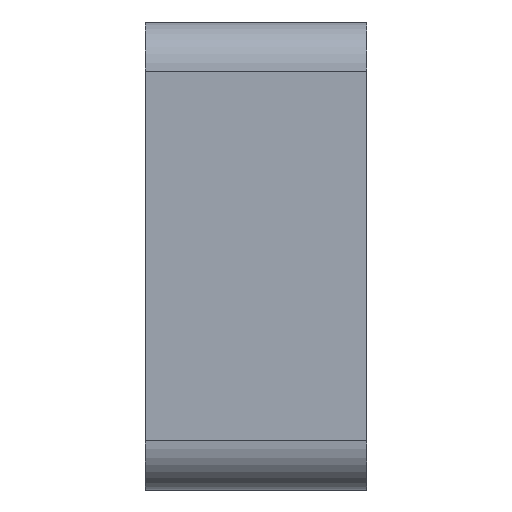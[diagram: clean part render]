
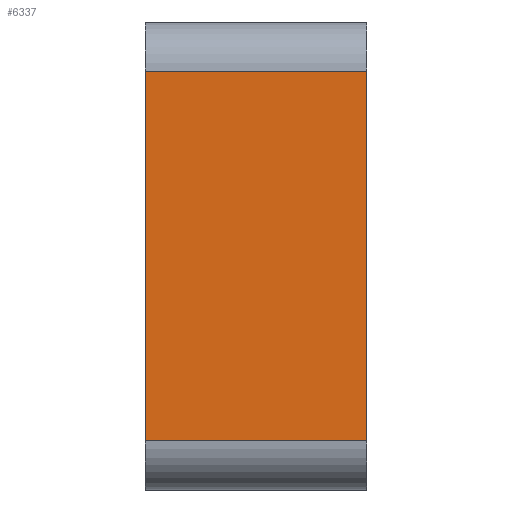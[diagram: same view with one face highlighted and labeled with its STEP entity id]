
A CAD part, left-side view. The second image highlights one B-rep face of the part: STEP entity #6337.
In plain terms, the highlighted planar face has unit normal (-1, 0, 0).
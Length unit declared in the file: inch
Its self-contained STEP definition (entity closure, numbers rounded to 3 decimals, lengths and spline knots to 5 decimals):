
#6324 = EDGE_CURVE ( 'NONE', #6532, #6452, #8551, .T. ) ;
#6329 = ORIENTED_EDGE ( 'NONE', *, *, #6534, .F. ) ;
#6330 = ORIENTED_EDGE ( 'NONE', *, *, #6324, .T. ) ;
#6337 = ADVANCED_FACE ( 'NONE', ( #8949 ), #8948, .F. ) ;
#6421 = VERTEX_POINT ( 'NONE', #9018 ) ;
#6452 = VERTEX_POINT ( 'NONE', #8970 ) ;
#6485 = ORIENTED_EDGE ( 'NONE', *, *, #6486, .T. ) ;
#6486 = EDGE_CURVE ( 'NONE', #6452, #6526, #8543, .T. ) ;
#6488 = ORIENTED_EDGE ( 'NONE', *, *, #6529, .F. ) ;
#6516 = EDGE_LOOP ( 'NONE', ( #6485, #6488, #6329, #6330 ) ) ;
#6526 = VERTEX_POINT ( 'NONE', #9239 ) ;
#6529 = EDGE_CURVE ( 'NONE', #6421, #6526, #9236, .T. ) ;
#6532 = VERTEX_POINT ( 'NONE', #9288 ) ;
#6534 = EDGE_CURVE ( 'NONE', #6532, #6421, #9287, .T. ) ;
#8542 = CARTESIAN_POINT ( 'NONE',  ( -1.19, -0.178, -0.297 ) ) ;
#8543 = LINE ( 'NONE', #8542, #9042 ) ;
#8548 = DIRECTION ( 'NONE',  ( 0., -1., 0. ) ) ;
#8549 = VECTOR ( 'NONE', #8548, 39.37008 ) ;
#8550 = CARTESIAN_POINT ( 'NONE',  ( -1.19, 0.178, -0.297 ) ) ;
#8551 = LINE ( 'NONE', #8550, #8549 ) ;
#8944 = DIRECTION ( 'NONE',  ( 0., 0., -1. ) ) ;
#8945 = DIRECTION ( 'NONE',  ( 1., 0., 0. ) ) ;
#8946 = CARTESIAN_POINT ( 'NONE',  ( -1.19, 0.178, -0.297 ) ) ;
#8947 = AXIS2_PLACEMENT_3D ( 'NONE', #8946, #8945, #8944 ) ;
#8948 = PLANE ( 'NONE',  #8947 ) ;
#8949 = FACE_OUTER_BOUND ( 'NONE', #6516, .T. ) ;
#8970 = CARTESIAN_POINT ( 'NONE',  ( -1.19, -0.178, -0.297 ) ) ;
#9018 = CARTESIAN_POINT ( 'NONE',  ( -1.19, 0.178, 0.297 ) ) ;
#9041 = DIRECTION ( 'NONE',  ( 0., 0., 1. ) ) ;
#9042 = VECTOR ( 'NONE', #9041, 39.37008 ) ;
#9231 = CARTESIAN_POINT ( 'NONE',  ( -1.19, 0.178, 0.297 ) ) ;
#9236 = LINE ( 'NONE', #9231, #9294 ) ;
#9239 = CARTESIAN_POINT ( 'NONE',  ( -1.19, -0.178, 0.297 ) ) ;
#9284 = DIRECTION ( 'NONE',  ( 0., 0., 1. ) ) ;
#9285 = VECTOR ( 'NONE', #9284, 39.37008 ) ;
#9286 = CARTESIAN_POINT ( 'NONE',  ( -1.19, 0.178, -0.297 ) ) ;
#9287 = LINE ( 'NONE', #9286, #9285 ) ;
#9288 = CARTESIAN_POINT ( 'NONE',  ( -1.19, 0.178, -0.297 ) ) ;
#9293 = DIRECTION ( 'NONE',  ( 0., -1., 0. ) ) ;
#9294 = VECTOR ( 'NONE', #9293, 39.37008 ) ;
